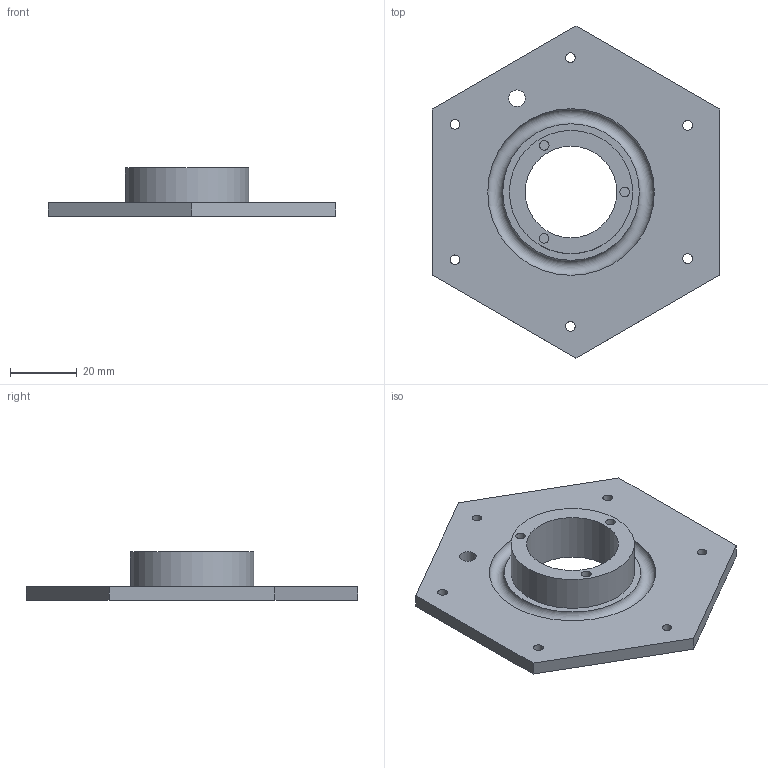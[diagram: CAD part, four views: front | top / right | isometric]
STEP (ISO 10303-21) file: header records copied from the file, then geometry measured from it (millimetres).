
FILE_DESCRIPTION(/* description */ (''),/* implementation_level */ '2;1');
FILE_NAME(/* name */ 'Upper collar.step',/* time_stamp */ '2025-03-29T21:09:20+01:00',/* author */ (''),/* organization */ (''),/* preprocessor_version */ 'ST-DEVELOPER v20.1',/* originating_system */ 'Autodesk Translation Framework v14.4.0.0',/* authorisation */ '');
FILE_SCHEMA (('AUTOMOTIVE_DESIGN { 1 0 10303 214 3 1 1 }'));
Length unit declared in the file: centimetre
Products named in the file (1): Upper collar
Bounding box: 86.29 x 99.63 x 14.5 mm (x, y, z)
Volume: 26898.9 mm3; surface area: 16179.7 mm2
Topology: 1 solids, 1 shells, 26 faces, 57 edges, 38 vertices
Faces by surface type: plane 13, cylinder 12, torus 1
Full cylindrical faces by diameter (mm): 2.89 x1, 2.893 x1, 2.895 x1, 2.897 x1, 2.898 x1, 2.9 x1, 2.901 x1, 2.903 x1, 2.907 x1, 4.996 x1, 27.501 x1, 37.004 x1
Entity records: 782 total; most frequent: DIRECTION 138, CARTESIAN_POINT 122, ORIENTED_EDGE 114, EDGE_CURVE 57, AXIS2_PLACEMENT_3D 54, EDGE_LOOP 47, VERTEX_POINT 38, LINE 30
